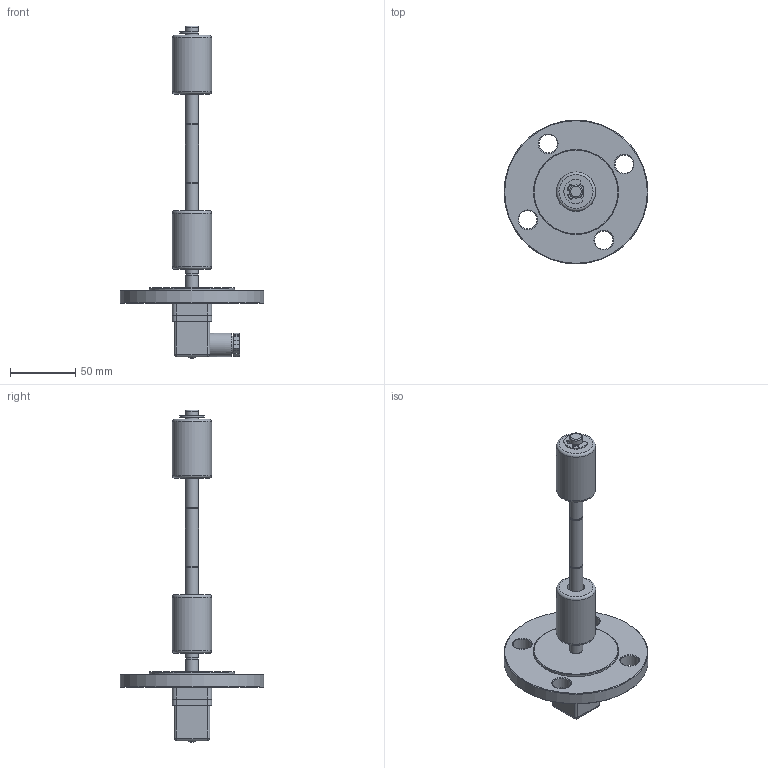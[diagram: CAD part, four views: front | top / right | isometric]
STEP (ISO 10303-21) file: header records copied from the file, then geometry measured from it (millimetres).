
FILE_DESCRIPTION(/* description */ (''),/* implementation_level */ '2;1');
FILE_NAME(/* name */ 'LC100-200NO30NOSFB-DN25 DN25法兰连接赫斯曼接头.stp',/* time_stamp */ '2023-02-25T11:42:01+08:00',/* author */ (''),/* organization */ (''),/* preprocessor_version */ 'ST-DEVELOPER v16',/* originating_system */ 'SIEMENS PLM Software NX 10.0',/* authorisation */ '');
FILE_SCHEMA (('CONFIG_CONTROL_DESIGN'));
Length unit declared in the file: millimetre
Products named in the file (1): LC100-200NO30NOSFB-DN25_stp
Bounding box: 110 x 110 x 253.7 mm (x, y, z)
Volume: 184742.3 mm3; surface area: 60777.2 mm2
Topology: 7 solids, 8 shells, 314 faces, 728 edges, 452 vertices
Faces by surface type: cylinder 166, plane 117, cone 18, torus 8, sphere 4, bspline 1
Full cylindrical faces by diameter (mm): 2.5 x4, 3.4 x2, 8 x1, 9 x5, 9.5 x2, 10 x6, 14 x5, 18 x2, 30 x2, 65 x1, 110 x1
Entity records: 8651 total; most frequent: DIRECTION 1570, CARTESIAN_POINT 1530, ORIENTED_EDGE 1292, EDGE_CURVE 646, AXIS2_PLACEMENT_3D 620, VERTEX_POINT 436, EDGE_LOOP 422, LINE 330
